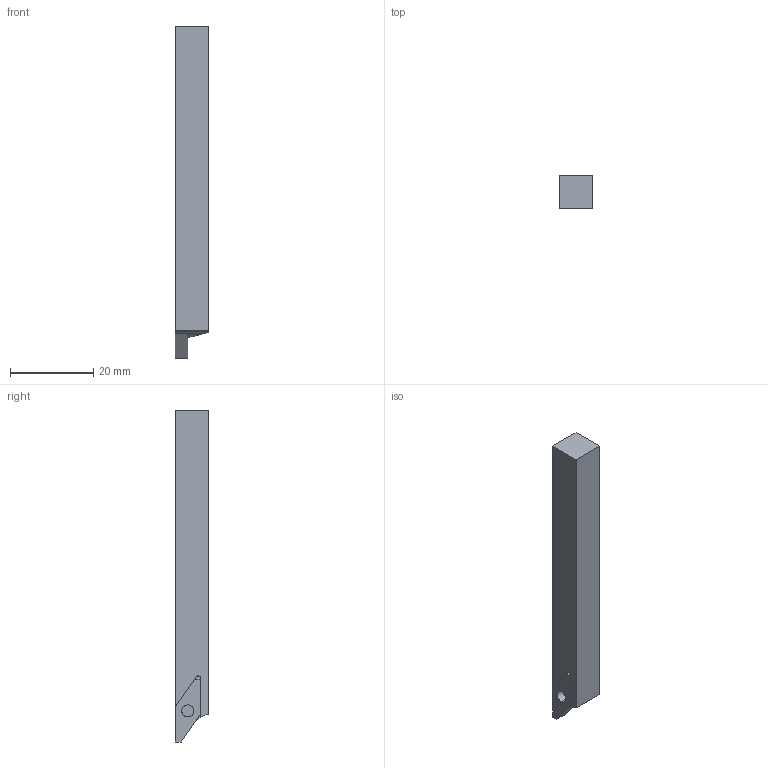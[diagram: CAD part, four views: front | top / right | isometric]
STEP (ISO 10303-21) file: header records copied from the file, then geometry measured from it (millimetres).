
FILE_DESCRIPTION(('CAx-IF Rec.Pracs.---Representation and Presentation of Product Manufacturing Information (PMI)---4.0---2014-10-13'),'2;1');
FILE_NAME('xxxCUT-128-6-7','2024-11-07T13:53:40',(''),(''),'2023.1.2304.10',' || FormatWorks Professional',' ');
FILE_SCHEMA(('AP242_MANAGED_MODEL_BASED_3D_ENGINEERING_MIM_LF { 1 0 10303 442 3 1 4 }'));
Length unit declared in the file: millimetre
Products named in the file (3): xxxCUT-128-6-7; CUT-128-6_STEP 7; CUT-128-6_WSP_STEP 01-K
Assembly tree (2 placements, depth 2):
  xxxCUT-128-6-7
    CUT-128-6_STEP 7
    CUT-128-6_WSP_STEP 01-K
Bounding box: 8 x 8 x 80 mm (x, y, z)
Volume: 4782.2 mm3; surface area: 2772.3 mm2
Topology: 2 solids, 2 shells, 24 faces, 60 edges, 40 vertices
Faces by surface type: plane 19, cylinder 5
Entity records: 1208 total; most frequent: CARTESIAN_POINT 174, STYLED_ITEM 146, DIRECTION 122, ORIENTED_EDGE 120, EDGE_CURVE 60, VECTOR 48, LINE 48, VERTEX_POINT 40
